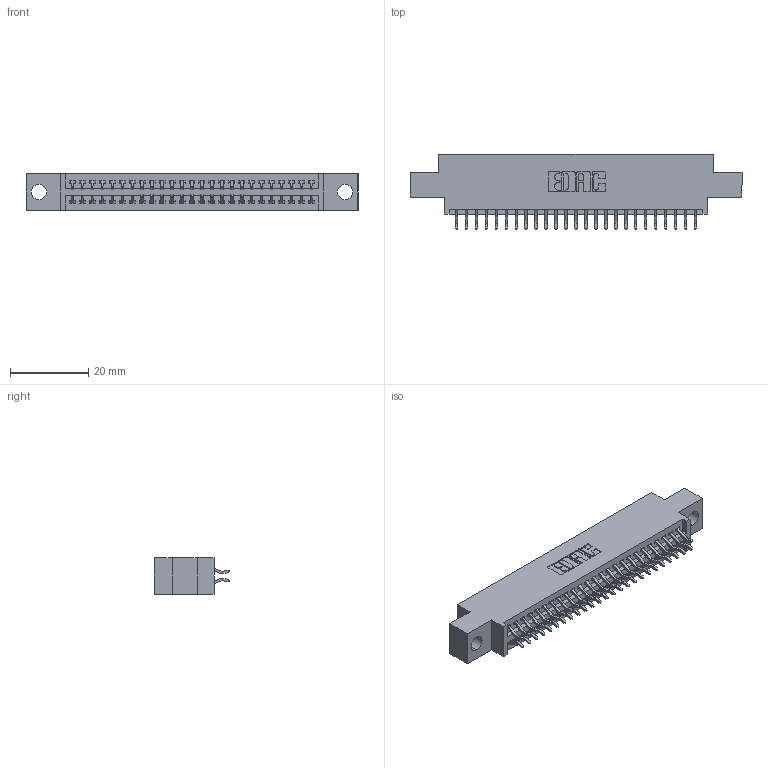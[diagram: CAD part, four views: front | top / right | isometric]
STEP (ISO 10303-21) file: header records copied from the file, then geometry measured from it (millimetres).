
FILE_DESCRIPTION (( 'STEP AP203' ), '1' );
FILE_NAME ('395-050-556-804.STEP', '2018-11-20T10:12:44', ( '' ), ( '' ), 'SwSTEP 2.0', 'SolidWorks 2016', '' );
FILE_SCHEMA (( 'CONFIG_CONTROL_DESIGN' ));
Length unit declared in the file: inch
Products named in the file (3): 345-292-001_556 Tail; 395-050-556-804; 345 Part_0.170 Offset - 0.156 Dia-TH
Assembly tree (51 placements, depth 2):
  395-050-556-804
    345 Part_0.170 Offset - 0.156 Dia-TH
    345-292-001_556 Tail  x50
Bounding box: 84.71 x 19.24 x 9.4 mm (x, y, z)
Volume: 7867.7 mm3; surface area: 11215.4 mm2
Topology: 51 solids, 51 shells, 2930 faces, 8703 edges, 5734 vertices
Faces by surface type: plane 1934, cylinder 996
Entity records: 22259 total; most frequent: CARTESIAN_POINT 3764, ORIENTED_EDGE 3686, DIRECTION 3327, EDGE_CURVE 1843, LINE 1603, VECTOR 1603, VERTEX_POINT 1226, AXIS2_PLACEMENT_3D 862
